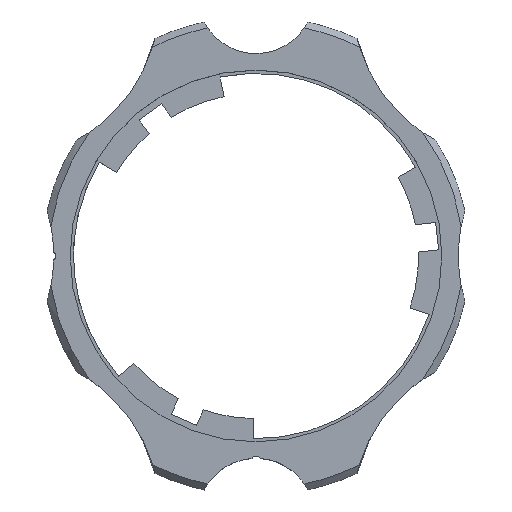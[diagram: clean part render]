
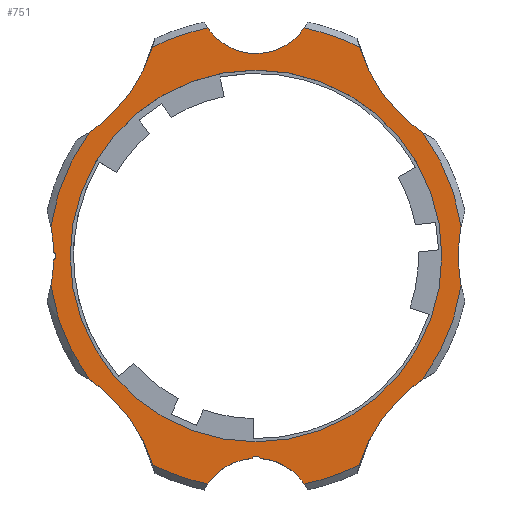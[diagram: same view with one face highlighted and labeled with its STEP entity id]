
A CAD part, top view. The second image highlights one B-rep face of the part: STEP entity #751.
In plain terms, the highlighted planar face has unit normal (0, 0, 1).
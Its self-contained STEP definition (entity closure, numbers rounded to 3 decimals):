
#490=CARTESIAN_POINT('',(0.,0.,10.5));
#491=DIRECTION('',(0.,0.,-1.));
#492=DIRECTION('',(-1.,0.,0.));
#493=AXIS2_PLACEMENT_3D('',#490,#491,#492);
#494=PLANE('',#493);
#495=CARTESIAN_POINT('',(-28.7,-0.001,10.5));
#496=VERTEX_POINT('',#495);
#497=CARTESIAN_POINT('',(0.,-0.001,10.5));
#498=DIRECTION('',(0.,0.,-1.));
#499=DIRECTION('',(-1.,0.,0.));
#500=AXIS2_PLACEMENT_3D('',#497,#498,#499);
#501=CIRCLE('',#500,28.7);
#502=EDGE_CURVE('',#496,#496,#501,.T.);
#503=ORIENTED_EDGE('',*,*,#502,.T.);
#504=EDGE_LOOP('',(#503));
#505=FACE_BOUND('',#504,.T.);
#506=CARTESIAN_POINT('',(-31.674,4.558,10.5));
#507=VERTEX_POINT('',#506);
#508=CARTESIAN_POINT('',(-31.258,0.609,10.5));
#509=VERTEX_POINT('',#508);
#510=CARTESIAN_POINT('',(-56.,-0.002,10.5));
#511=DIRECTION('',(0.,0.,-1.));
#512=DIRECTION('',(1.,0.,0.));
#513=AXIS2_PLACEMENT_3D('',#510,#511,#512);
#514=CIRCLE('',#513,24.75);
#515=EDGE_CURVE('',#507,#509,#514,.T.);
#516=ORIENTED_EDGE('',*,*,#515,.T.);
#517=CARTESIAN_POINT('',(-31.258,-0.612,10.5));
#518=VERTEX_POINT('',#517);
#519=CARTESIAN_POINT('',(-31.6,-0.001,10.5));
#520=DIRECTION('',(0.,0.,-1.));
#521=DIRECTION('',(-0.707,0.707,0.));
#522=AXIS2_PLACEMENT_3D('',#519,#520,#521);
#523=CIRCLE('',#522,0.7);
#524=EDGE_CURVE('',#509,#518,#523,.T.);
#525=ORIENTED_EDGE('',*,*,#524,.T.);
#526=CARTESIAN_POINT('',(-31.674,-4.561,10.5));
#527=VERTEX_POINT('',#526);
#528=CARTESIAN_POINT('',(-56.,-0.002,10.5));
#529=DIRECTION('',(0.,0.,-1.));
#530=DIRECTION('',(1.,0.,0.));
#531=AXIS2_PLACEMENT_3D('',#528,#529,#530);
#532=CIRCLE('',#531,24.75);
#533=EDGE_CURVE('',#518,#527,#532,.T.);
#534=ORIENTED_EDGE('',*,*,#533,.T.);
#535=CARTESIAN_POINT('',(-25.62,-19.174,10.5));
#536=VERTEX_POINT('',#535);
#537=CARTESIAN_POINT('',(0.,-0.001,10.5));
#538=DIRECTION('',(0.,-0.,1.));
#539=DIRECTION('',(-0.707,-0.707,0.));
#540=AXIS2_PLACEMENT_3D('',#537,#538,#539);
#541=CIRCLE('',#540,32.);
#542=EDGE_CURVE('',#527,#536,#541,.T.);
#543=ORIENTED_EDGE('',*,*,#542,.T.);
#544=CARTESIAN_POINT('',(-22.097,-22.099,10.5));
#545=VERTEX_POINT('',#544);
#546=CARTESIAN_POINT('',(-39.597,-39.6,10.5));
#547=DIRECTION('',(0.,0.,-1.));
#548=DIRECTION('',(0.707,0.707,0.));
#549=AXIS2_PLACEMENT_3D('',#546,#547,#548);
#550=CIRCLE('',#549,24.75);
#551=EDGE_CURVE('',#536,#545,#550,.T.);
#552=ORIENTED_EDGE('',*,*,#551,.T.);
#553=CARTESIAN_POINT('',(-15.957,-32.271,10.5));
#554=VERTEX_POINT('',#553);
#555=CARTESIAN_POINT('',(-39.597,-39.6,10.5));
#556=DIRECTION('',(0.,0.,-1.));
#557=DIRECTION('',(0.707,0.707,0.));
#558=AXIS2_PLACEMENT_3D('',#555,#556,#557);
#559=CIRCLE('',#558,24.75);
#560=EDGE_CURVE('',#545,#554,#559,.T.);
#561=ORIENTED_EDGE('',*,*,#560,.T.);
#562=CARTESIAN_POINT('',(-7.461,-35.219,10.5));
#563=VERTEX_POINT('',#562);
#564=CARTESIAN_POINT('',(0.,-0.001,10.5));
#565=DIRECTION('',(0.,-0.,1.));
#566=DIRECTION('',(-0.707,-0.707,0.));
#567=AXIS2_PLACEMENT_3D('',#564,#565,#566);
#568=CIRCLE('',#567,36.);
#569=EDGE_CURVE('',#554,#563,#568,.T.);
#570=ORIENTED_EDGE('',*,*,#569,.T.);
#571=CARTESIAN_POINT('',(-0.618,-31.272,10.5));
#572=VERTEX_POINT('',#571);
#573=CARTESIAN_POINT('',(0.001,-40.251,10.5));
#574=DIRECTION('',(0.,0.,-1.));
#575=DIRECTION('',(0.707,0.707,0.));
#576=AXIS2_PLACEMENT_3D('',#573,#574,#575);
#577=CIRCLE('',#576,9.);
#578=EDGE_CURVE('',#563,#572,#577,.T.);
#579=ORIENTED_EDGE('',*,*,#578,.T.);
#580=CARTESIAN_POINT('',(0.618,-31.272,10.5));
#581=VERTEX_POINT('',#580);
#582=CARTESIAN_POINT('',(0.,-31.601,10.5));
#583=DIRECTION('',(-0.,0.,-1.));
#584=DIRECTION('',(-0.707,-0.707,0.));
#585=AXIS2_PLACEMENT_3D('',#582,#583,#584);
#586=CIRCLE('',#585,0.7);
#587=EDGE_CURVE('',#572,#581,#586,.T.);
#588=ORIENTED_EDGE('',*,*,#587,.T.);
#589=CARTESIAN_POINT('',(6.365,-33.887,10.5));
#590=VERTEX_POINT('',#589);
#591=CARTESIAN_POINT('',(0.001,-40.251,10.5));
#592=DIRECTION('',(0.,0.,-1.));
#593=DIRECTION('',(0.707,0.707,0.));
#594=AXIS2_PLACEMENT_3D('',#591,#592,#593);
#595=CIRCLE('',#594,9.);
#596=EDGE_CURVE('',#581,#590,#595,.T.);
#597=ORIENTED_EDGE('',*,*,#596,.T.);
#598=CARTESIAN_POINT('',(7.462,-35.219,10.5));
#599=VERTEX_POINT('',#598);
#600=CARTESIAN_POINT('',(0.001,-40.251,10.5));
#601=DIRECTION('',(0.,0.,-1.));
#602=DIRECTION('',(0.707,0.707,0.));
#603=AXIS2_PLACEMENT_3D('',#600,#601,#602);
#604=CIRCLE('',#603,9.);
#605=EDGE_CURVE('',#590,#599,#604,.T.);
#606=ORIENTED_EDGE('',*,*,#605,.T.);
#607=CARTESIAN_POINT('',(15.958,-32.271,10.5));
#608=VERTEX_POINT('',#607);
#609=CARTESIAN_POINT('',(0.,-0.001,10.5));
#610=DIRECTION('',(0.,-0.,1.));
#611=DIRECTION('',(-0.707,-0.707,0.));
#612=AXIS2_PLACEMENT_3D('',#609,#610,#611);
#613=CIRCLE('',#612,36.);
#614=EDGE_CURVE('',#599,#608,#613,.T.);
#615=ORIENTED_EDGE('',*,*,#614,.T.);
#616=CARTESIAN_POINT('',(22.098,-22.097,10.5));
#617=VERTEX_POINT('',#616);
#618=CARTESIAN_POINT('',(39.599,-39.598,10.5));
#619=DIRECTION('',(0.,0.,-1.));
#620=DIRECTION('',(-0.707,0.707,0.));
#621=AXIS2_PLACEMENT_3D('',#618,#619,#620);
#622=CIRCLE('',#621,24.75);
#623=EDGE_CURVE('',#608,#617,#622,.T.);
#624=ORIENTED_EDGE('',*,*,#623,.T.);
#625=CARTESIAN_POINT('',(25.621,-19.173,10.5));
#626=VERTEX_POINT('',#625);
#627=CARTESIAN_POINT('',(39.599,-39.598,10.5));
#628=DIRECTION('',(0.,0.,-1.));
#629=DIRECTION('',(-0.707,0.707,0.));
#630=AXIS2_PLACEMENT_3D('',#627,#628,#629);
#631=CIRCLE('',#630,24.75);
#632=EDGE_CURVE('',#617,#626,#631,.T.);
#633=ORIENTED_EDGE('',*,*,#632,.T.);
#634=CARTESIAN_POINT('',(31.674,-4.56,10.5));
#635=VERTEX_POINT('',#634);
#636=CARTESIAN_POINT('',(0.,-0.001,10.5));
#637=DIRECTION('',(0.,-0.,1.));
#638=DIRECTION('',(-0.707,-0.707,0.));
#639=AXIS2_PLACEMENT_3D('',#636,#637,#638);
#640=CIRCLE('',#639,32.);
#641=EDGE_CURVE('',#626,#635,#640,.T.);
#642=ORIENTED_EDGE('',*,*,#641,.T.);
#643=CARTESIAN_POINT('',(31.25,0.,10.5));
#644=VERTEX_POINT('',#643);
#645=CARTESIAN_POINT('',(56.,0.,10.5));
#646=DIRECTION('',(0.,0.,-1.));
#647=DIRECTION('',(-1.,0.,0.));
#648=AXIS2_PLACEMENT_3D('',#645,#646,#647);
#649=CIRCLE('',#648,24.75);
#650=EDGE_CURVE('',#635,#644,#649,.T.);
#651=ORIENTED_EDGE('',*,*,#650,.T.);
#652=CARTESIAN_POINT('',(31.673,4.559,10.5));
#653=VERTEX_POINT('',#652);
#654=CARTESIAN_POINT('',(56.,0.,10.5));
#655=DIRECTION('',(0.,0.,-1.));
#656=DIRECTION('',(-1.,0.,0.));
#657=AXIS2_PLACEMENT_3D('',#654,#655,#656);
#658=CIRCLE('',#657,24.75);
#659=EDGE_CURVE('',#644,#653,#658,.T.);
#660=ORIENTED_EDGE('',*,*,#659,.T.);
#661=CARTESIAN_POINT('',(25.62,19.172,10.5));
#662=VERTEX_POINT('',#661);
#663=CARTESIAN_POINT('',(0.,-0.001,10.5));
#664=DIRECTION('',(0.,-0.,1.));
#665=DIRECTION('',(-0.707,-0.707,0.));
#666=AXIS2_PLACEMENT_3D('',#663,#664,#665);
#667=CIRCLE('',#666,32.);
#668=EDGE_CURVE('',#653,#662,#667,.T.);
#669=ORIENTED_EDGE('',*,*,#668,.T.);
#670=CARTESIAN_POINT('',(22.096,22.097,10.5));
#671=VERTEX_POINT('',#670);
#672=CARTESIAN_POINT('',(39.597,39.598,10.5));
#673=DIRECTION('',(-0.,0.,-1.));
#674=DIRECTION('',(-0.707,-0.707,0.));
#675=AXIS2_PLACEMENT_3D('',#672,#673,#674);
#676=CIRCLE('',#675,24.75);
#677=EDGE_CURVE('',#662,#671,#676,.T.);
#678=ORIENTED_EDGE('',*,*,#677,.T.);
#679=CARTESIAN_POINT('',(15.957,32.269,10.5));
#680=VERTEX_POINT('',#679);
#681=CARTESIAN_POINT('',(39.597,39.598,10.5));
#682=DIRECTION('',(-0.,0.,-1.));
#683=DIRECTION('',(-0.707,-0.707,0.));
#684=AXIS2_PLACEMENT_3D('',#681,#682,#683);
#685=CIRCLE('',#684,24.75);
#686=EDGE_CURVE('',#671,#680,#685,.T.);
#687=ORIENTED_EDGE('',*,*,#686,.T.);
#688=CARTESIAN_POINT('',(7.461,35.217,10.5));
#689=VERTEX_POINT('',#688);
#690=CARTESIAN_POINT('',(0.,-0.001,10.5));
#691=DIRECTION('',(0.,-0.,1.));
#692=DIRECTION('',(-0.707,-0.707,0.));
#693=AXIS2_PLACEMENT_3D('',#690,#691,#692);
#694=CIRCLE('',#693,36.);
#695=EDGE_CURVE('',#680,#689,#694,.T.);
#696=ORIENTED_EDGE('',*,*,#695,.T.);
#697=CARTESIAN_POINT('',(-6.365,33.885,10.5));
#698=VERTEX_POINT('',#697);
#699=CARTESIAN_POINT('',(-0.001,40.249,10.5));
#700=DIRECTION('',(-0.,0.,-1.));
#701=DIRECTION('',(-0.707,-0.707,0.));
#702=AXIS2_PLACEMENT_3D('',#699,#700,#701);
#703=CIRCLE('',#702,9.);
#704=EDGE_CURVE('',#689,#698,#703,.T.);
#705=ORIENTED_EDGE('',*,*,#704,.T.);
#706=CARTESIAN_POINT('',(-7.463,35.217,10.5));
#707=VERTEX_POINT('',#706);
#708=CARTESIAN_POINT('',(-0.001,40.249,10.5));
#709=DIRECTION('',(-0.,0.,-1.));
#710=DIRECTION('',(-0.707,-0.707,0.));
#711=AXIS2_PLACEMENT_3D('',#708,#709,#710);
#712=CIRCLE('',#711,9.);
#713=EDGE_CURVE('',#698,#707,#712,.T.);
#714=ORIENTED_EDGE('',*,*,#713,.T.);
#715=CARTESIAN_POINT('',(-15.958,32.269,10.5));
#716=VERTEX_POINT('',#715);
#717=CARTESIAN_POINT('',(0.,-0.001,10.5));
#718=DIRECTION('',(0.,-0.,1.));
#719=DIRECTION('',(-0.707,-0.707,0.));
#720=AXIS2_PLACEMENT_3D('',#717,#718,#719);
#721=CIRCLE('',#720,36.);
#722=EDGE_CURVE('',#707,#716,#721,.T.);
#723=ORIENTED_EDGE('',*,*,#722,.T.);
#724=CARTESIAN_POINT('',(-22.098,22.096,10.5));
#725=VERTEX_POINT('',#724);
#726=CARTESIAN_POINT('',(-39.599,39.596,10.5));
#727=DIRECTION('',(0.,0.,-1.));
#728=DIRECTION('',(0.707,-0.707,0.));
#729=AXIS2_PLACEMENT_3D('',#726,#727,#728);
#730=CIRCLE('',#729,24.75);
#731=EDGE_CURVE('',#716,#725,#730,.T.);
#732=ORIENTED_EDGE('',*,*,#731,.T.);
#733=CARTESIAN_POINT('',(-25.621,19.171,10.5));
#734=VERTEX_POINT('',#733);
#735=CARTESIAN_POINT('',(-39.599,39.596,10.5));
#736=DIRECTION('',(0.,0.,-1.));
#737=DIRECTION('',(0.707,-0.707,0.));
#738=AXIS2_PLACEMENT_3D('',#735,#736,#737);
#739=CIRCLE('',#738,24.75);
#740=EDGE_CURVE('',#725,#734,#739,.T.);
#741=ORIENTED_EDGE('',*,*,#740,.T.);
#742=CARTESIAN_POINT('',(0.,-0.001,10.5));
#743=DIRECTION('',(0.,-0.,1.));
#744=DIRECTION('',(-0.707,-0.707,0.));
#745=AXIS2_PLACEMENT_3D('',#742,#743,#744);
#746=CIRCLE('',#745,32.);
#747=EDGE_CURVE('',#734,#507,#746,.T.);
#748=ORIENTED_EDGE('',*,*,#747,.T.);
#749=EDGE_LOOP('',(#516,#525,#534,#543,#552,#561,#570,#579,#588,#597,#606,#615,#624,#633,#642,#651,#660,#669,#678,#687,#696,#705,#714,#723,#732,#741,
#748));
#750=FACE_BOUND('',#749,.T.);
#751=ADVANCED_FACE('',(#505,#750),#494,.F.);
